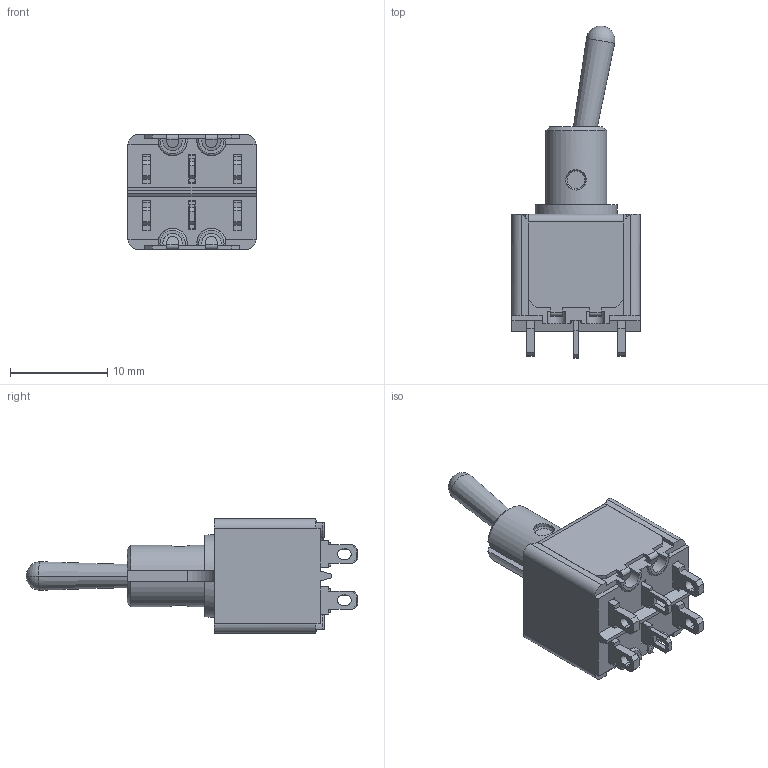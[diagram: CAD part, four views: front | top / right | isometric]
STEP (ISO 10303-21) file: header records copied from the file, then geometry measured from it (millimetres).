
FILE_DESCRIPTION((''),'2;1');
FILE_NAME('5646A','2009-11-02T',('francis'),(''),'PRO/ENGINEER BY PARAMETRIC TECHNOLOGY CORPORATION, 2008400','PRO/ENGINEER BY PARAMETRIC TECHNOLOGY CORPORATION, 2008400','');
FILE_SCHEMA(('CONFIG_CONTROL_DESIGN'));
Length unit declared in the file: millimetre
Products named in the file (1): 5646A
Bounding box: 13.2 x 34.21 x 11.85 mm (x, y, z)
Volume: 1177.1 mm3; surface area: 2838.9 mm2
Topology: 2 solids, 2 shells, 583 faces, 1606 edges, 996 vertices
Faces by surface type: plane 407, cylinder 123, cone 21, sphere 20, bspline 8, torus 4
Entity records: 19230 total; most frequent: CARTESIAN_POINT 4398, ORIENTED_EDGE 3204, DIRECTION 2917, EDGE_CURVE 1602, VECTOR 1245, LINE 1245, VERTEX_POINT 996, AXIS2_PLACEMENT_3D 836
